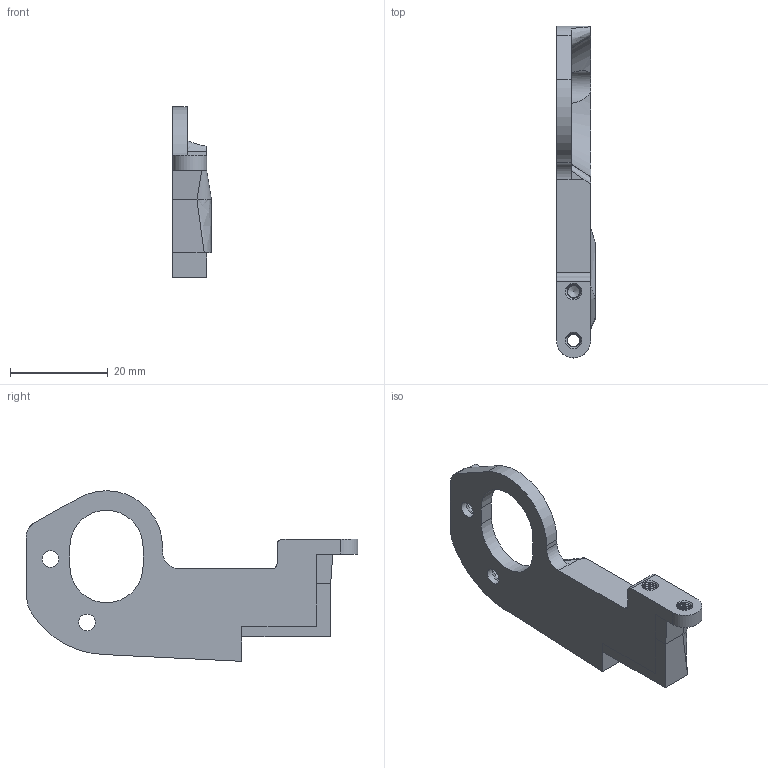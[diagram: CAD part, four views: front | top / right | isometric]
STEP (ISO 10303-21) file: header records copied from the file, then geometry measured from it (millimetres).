
FILE_DESCRIPTION(('FreeCAD Model'),'2;1');
FILE_NAME('Open CASCADE Shape Model','2024-07-11T16:27:58',(''),(''), 'Open CASCADE STEP processor 7.6','FreeCAD','Unknown');
FILE_SCHEMA(('AUTOMOTIVE_DESIGN { 1 0 10303 214 1 1 1 1 }'));
Products named in the file (1): Pod-left
Bounding box: 8 x 68.1 x 35 mm (x, y, z)
Volume: 6847.7 mm3; surface area: 4314.2 mm2
Topology: 1 solids, 1 shells, 280 faces, 689 edges, 409 vertices
Faces by surface type: bspline 186, cylinder 61, plane 20, cone 13
Full cylindrical faces by diameter (mm): 2.52 x43, 3.4 x2
Entity records: 48069 total; most frequent: CARTESIAN_POINT 37954, B_SPLINE_CURVE_WITH_KNOTS 1708, ORIENTED_EDGE 1372, PCURVE 1372, DEFINITIONAL_REPRESENTATION 1372, EDGE_CURVE 686, SURFACE_CURVE 672, DIRECTION 585
